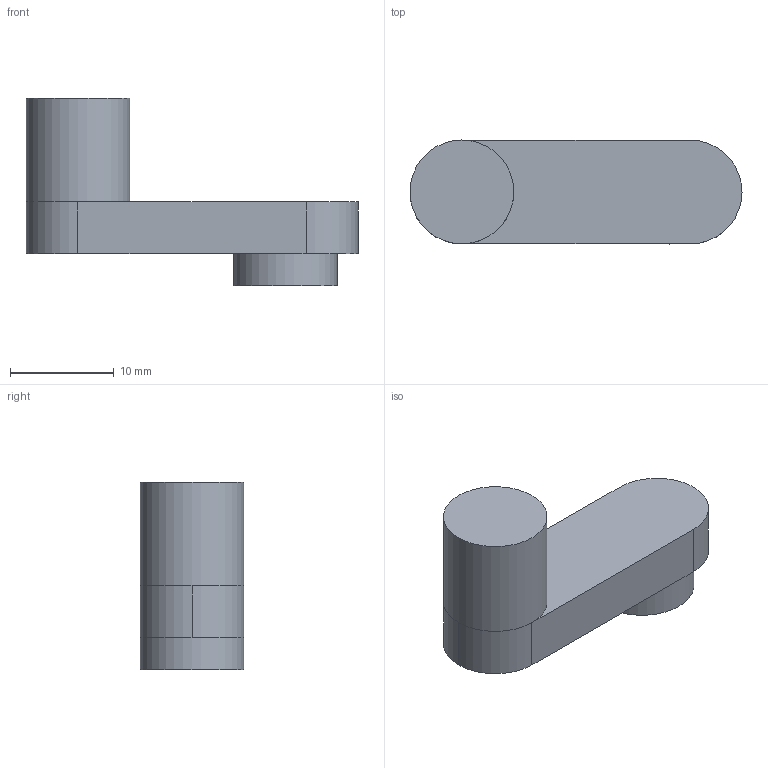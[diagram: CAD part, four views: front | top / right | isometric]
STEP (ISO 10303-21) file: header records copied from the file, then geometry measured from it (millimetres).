
FILE_DESCRIPTION(/* description */ (''),/* implementation_level */ '2;1');
FILE_NAME(/* name */ 'servo joint 2.step',/* time_stamp */ '2021-05-31T08:38:27+05:00',/* author */ (''),/* organization */ (''),/* preprocessor_version */ 'ST-DEVELOPER v18.1',/* originating_system */ 'Autodesk Translation Framework v10.9.0.1377',/* authorisation */ '');
FILE_SCHEMA (('AUTOMOTIVE_DESIGN { 1 0 10303 214 3 1 1 }'));
Length unit declared in the file: millimetre
Products named in the file (1): servo joint 2
Bounding box: 32 x 10 x 18.1 mm (x, y, z)
Volume: 2466.9 mm3; surface area: 1450 mm2
Topology: 1 solids, 1 shells, 17 faces, 35 edges, 22 vertices
Faces by surface type: plane 9, cylinder 8
Full cylindrical faces by diameter (mm): 1.6 x1, 5 x1, 10 x2
Entity records: 489 total; most frequent: DIRECTION 90, CARTESIAN_POINT 75, ORIENTED_EDGE 70, AXIS2_PLACEMENT_3D 37, EDGE_CURVE 35, VERTEX_POINT 22, EDGE_LOOP 19, CIRCLE 19
